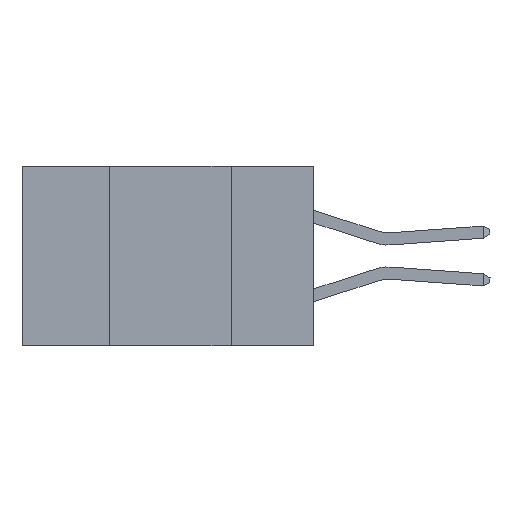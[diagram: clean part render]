
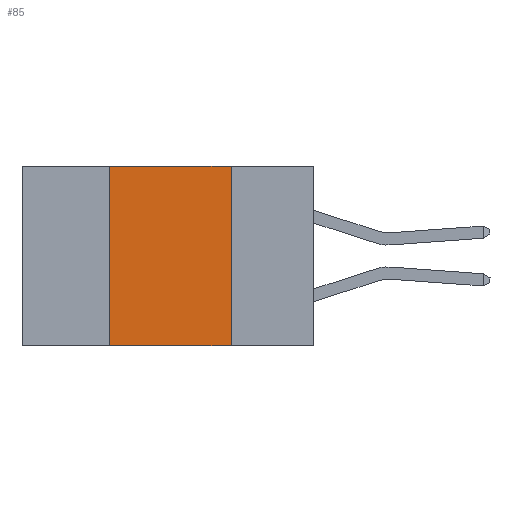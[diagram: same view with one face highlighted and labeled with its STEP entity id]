
A CAD part, left-side view. The second image highlights one B-rep face of the part: STEP entity #85.
In plain terms, the highlighted planar face has unit normal (-1, 0, 0).
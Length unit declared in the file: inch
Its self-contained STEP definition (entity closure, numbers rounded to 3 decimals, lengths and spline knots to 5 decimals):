
#85 = ADVANCED_FACE ( 'NONE', ( #24951 ), #24968, .F. ) ;
#1906 = DIRECTION ( 'NONE',  ( 1., 0., 0. ) ) ;
#2439 = VECTOR ( 'NONE', #8053, 39.37008 ) ;
#4273 = VERTEX_POINT ( 'NONE', #21203 ) ;
#4518 = VECTOR ( 'NONE', #25701, 39.37008 ) ;
#4619 = CARTESIAN_POINT ( 'NONE',  ( 0., 0.42, 0. ) ) ;
#5691 = CARTESIAN_POINT ( 'NONE',  ( 0., 0.42, 0. ) ) ;
#5920 = DIRECTION ( 'NONE',  ( 0., 0., 1. ) ) ;
#7898 = ORIENTED_EDGE ( 'NONE', *, *, #9754, .F. ) ;
#7952 = EDGE_CURVE ( 'NONE', #4273, #13404, #14034, .T. ) ;
#8053 = DIRECTION ( 'NONE',  ( 0., -1., 0. ) ) ;
#8409 = CARTESIAN_POINT ( 'NONE',  ( 0., 0.6, 0. ) ) ;
#9754 = EDGE_CURVE ( 'NONE', #12219, #13404, #26638, .T. ) ;
#10452 = LINE ( 'NONE', #5691, #14422 ) ;
#11646 = VERTEX_POINT ( 'NONE', #4619 ) ;
#12219 = VERTEX_POINT ( 'NONE', #19406 ) ;
#12526 = LINE ( 'NONE', #8409, #12879 ) ;
#12879 = VECTOR ( 'NONE', #24690, 39.37008 ) ;
#13404 = VERTEX_POINT ( 'NONE', #17563 ) ;
#14034 = LINE ( 'NONE', #19440, #2439 ) ;
#14422 = VECTOR ( 'NONE', #5920, 39.37008 ) ;
#15765 = CARTESIAN_POINT ( 'NONE',  ( 0., 0.6, 0. ) ) ;
#16366 = CARTESIAN_POINT ( 'NONE',  ( 0., 0.17, 0. ) ) ;
#17563 = CARTESIAN_POINT ( 'NONE',  ( 0., 0.17, -0.37 ) ) ;
#18992 = EDGE_CURVE ( 'NONE', #4273, #11646, #10452, .T. ) ;
#19107 = ORIENTED_EDGE ( 'NONE', *, *, #7952, .T. ) ;
#19406 = CARTESIAN_POINT ( 'NONE',  ( 0., 0.17, 0. ) ) ;
#19440 = CARTESIAN_POINT ( 'NONE',  ( 0., 0.6, -0.37 ) ) ;
#20229 = EDGE_CURVE ( 'NONE', #11646, #12219, #12526, .T. ) ;
#20329 = AXIS2_PLACEMENT_3D ( 'NONE', #15765, #1906, #25667 ) ;
#21203 = CARTESIAN_POINT ( 'NONE',  ( 0., 0.42, -0.37 ) ) ;
#22405 = EDGE_LOOP ( 'NONE', ( #7898, #24831, #22697, #19107 ) ) ;
#22697 = ORIENTED_EDGE ( 'NONE', *, *, #18992, .F. ) ;
#24690 = DIRECTION ( 'NONE',  ( 0., -1., 0. ) ) ;
#24831 = ORIENTED_EDGE ( 'NONE', *, *, #20229, .F. ) ;
#24951 = FACE_OUTER_BOUND ( 'NONE', #22405, .T. ) ;
#24968 = PLANE ( 'NONE',  #20329 ) ;
#25667 = DIRECTION ( 'NONE',  ( 0., 0., -1. ) ) ;
#25701 = DIRECTION ( 'NONE',  ( 0., 0., -1. ) ) ;
#26638 = LINE ( 'NONE', #16366, #4518 ) ;
